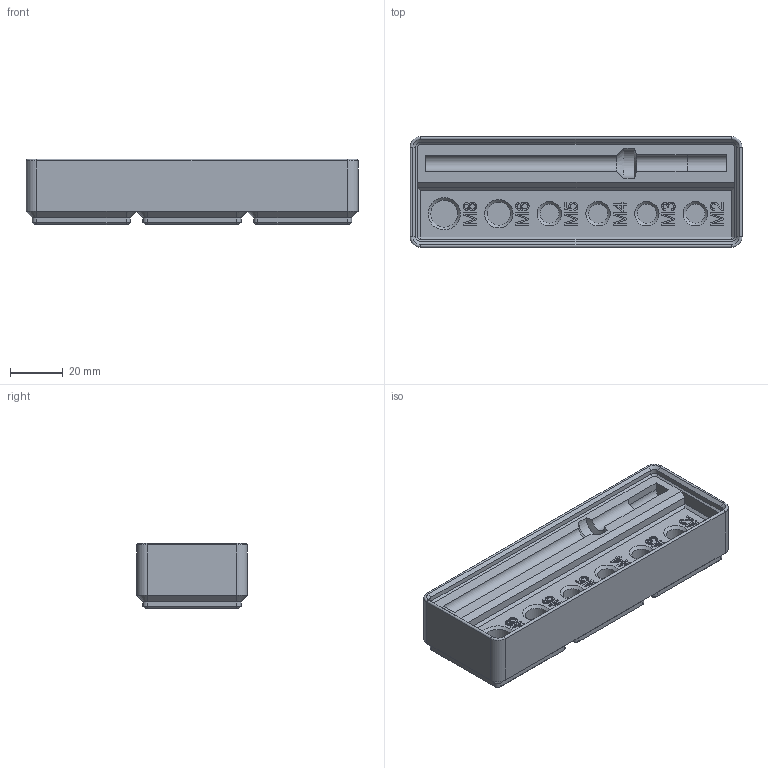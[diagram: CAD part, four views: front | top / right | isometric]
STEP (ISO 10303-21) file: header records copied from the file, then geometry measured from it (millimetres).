
FILE_DESCRIPTION(/* description */ (''),/* implementation_level */ '2;1');
FILE_NAME(/* name */ 'TS-100 Threaded Insert Tips Tray v9.step',/* time_stamp */ '2024-02-21T22:31:01+01:00',/* author */ (''),/* organization */ (''),/* preprocessor_version */ 'ST-DEVELOPER v20',/* originating_system */ 'Autodesk Translation Framework v12.20.1.177',/* authorisation */ '');
FILE_SCHEMA (('AUTOMOTIVE_DESIGN { 1 0 10303 214 3 1 1 }'));
Length unit declared in the file: millimetre
Products named in the file (2): TS-100 Threaded Insert Tips Tray; Tray
Assembly tree (1 placements, depth 2):
  TS-100 Threaded Insert Tips Tray
    Tray
Bounding box: 126 x 42 x 24.8 mm (x, y, z)
Volume: 88920 mm3; surface area: 22895.2 mm2
Topology: 1 solids, 1 shells, 442 faces, 1091 edges, 686 vertices
Faces by surface type: plane 216, bspline 132, cylinder 48, cone 42, torus 4
Full cylindrical faces by diameter (mm): 6.5 x12, 7.3 x4, 8.8 x1, 10.3 x1
Entity records: 14954 total; most frequent: CARTESIAN_POINT 5268, ORIENTED_EDGE 2182, DIRECTION 1583, EDGE_CURVE 1091, LINE 697, VECTOR 697, VERTEX_POINT 686, EDGE_LOOP 477
